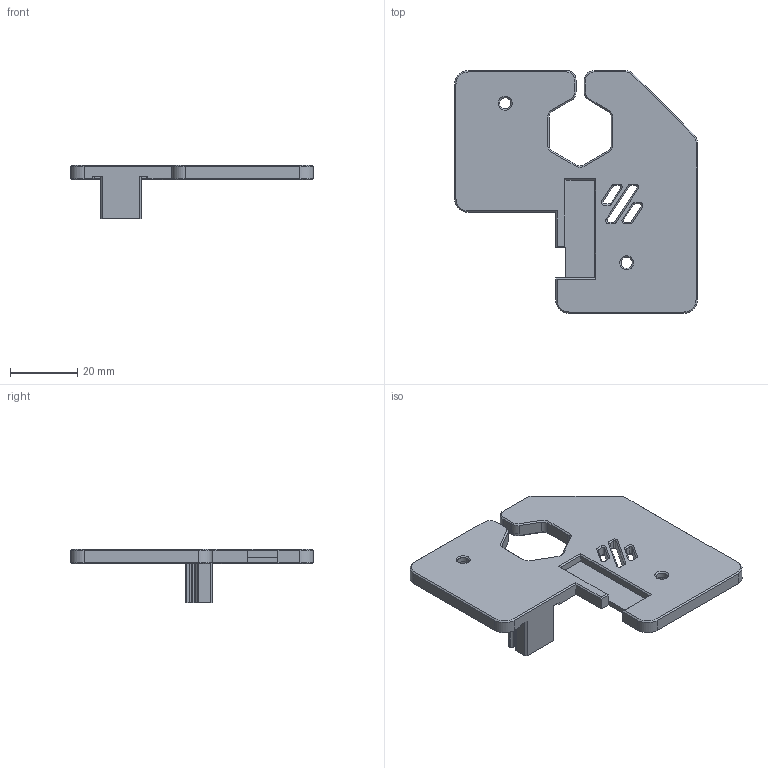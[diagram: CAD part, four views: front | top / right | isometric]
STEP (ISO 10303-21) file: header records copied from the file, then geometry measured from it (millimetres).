
FILE_DESCRIPTION (( 'STEP AP214' ), '1' );
FILE_NAME ('3030Z々湍蚾庉裔B.STEP', '2025-08-16T14:19:35', ( '' ), ( '' ), 'SwSTEP 2.0', 'SolidWorks 2025', '' );
FILE_SCHEMA (( 'AUTOMOTIVE_DESIGN' ));
Length unit declared in the file: millimetre
Products named in the file (1): 3030Z皮带装饰盖B
Bounding box: 72 x 72 x 16 mm (x, y, z)
Volume: 13388.7 mm3; surface area: 9979.1 mm2
Topology: 1 solids, 1 shells, 409 faces, 1005 edges, 603 vertices
Faces by surface type: plane 242, cone 86, cylinder 81
Full cylindrical faces by diameter (mm): 3.3 x2, 6 x2
Entity records: 11787 total; most frequent: CARTESIAN_POINT 2052, DIRECTION 2051, ORIENTED_EDGE 1994, EDGE_CURVE 997, VECTOR 735, LINE 735, AXIS2_PLACEMENT_3D 658, VERTEX_POINT 601
